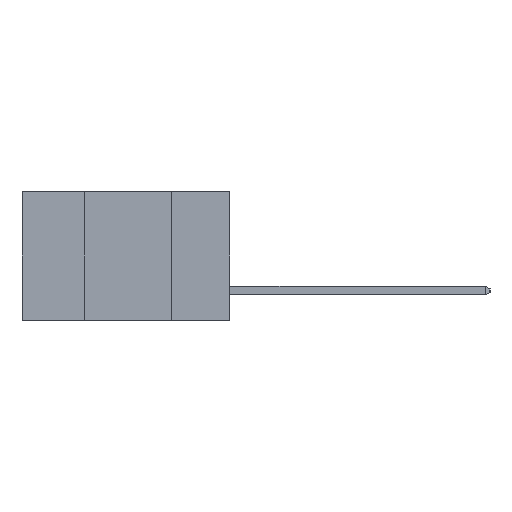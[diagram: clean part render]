
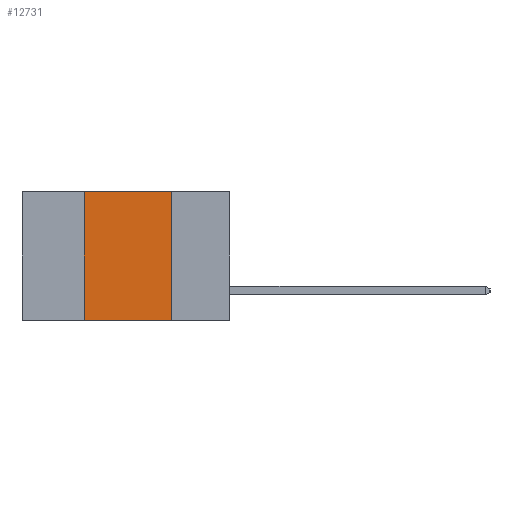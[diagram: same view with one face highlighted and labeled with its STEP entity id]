
A CAD part, left-side view. The second image highlights one B-rep face of the part: STEP entity #12731.
In plain terms, the highlighted planar face has unit normal (-1, 0, 0).
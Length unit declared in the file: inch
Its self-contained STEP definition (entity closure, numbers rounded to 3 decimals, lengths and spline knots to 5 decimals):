
#302 = CARTESIAN_POINT ( 'NONE',  ( 0., 0.42, -0.37 ) ) ;
#552 = DIRECTION ( 'NONE',  ( 1., 0., 0. ) ) ;
#566 = DIRECTION ( 'NONE',  ( 0., 0., 1. ) ) ;
#827 = VECTOR ( 'NONE', #12789, 39.37008 ) ;
#1086 = CARTESIAN_POINT ( 'NONE',  ( 0., 0.17, -0.37 ) ) ;
#1438 = LINE ( 'NONE', #2274, #14202 ) ;
#1793 = PLANE ( 'NONE',  #5748 ) ;
#1817 = CARTESIAN_POINT ( 'NONE',  ( 0., 0.17, -0.37 ) ) ;
#1853 = CARTESIAN_POINT ( 'NONE',  ( 0., 0.42, -0.37 ) ) ;
#2125 = VERTEX_POINT ( 'NONE', #14841 ) ;
#2212 = LINE ( 'NONE', #1086, #8536 ) ;
#2274 = CARTESIAN_POINT ( 'NONE',  ( 0., 0.6, 0. ) ) ;
#2691 = VERTEX_POINT ( 'NONE', #12468 ) ;
#3091 = EDGE_CURVE ( 'NONE', #11173, #9494, #10450, .T. ) ;
#5748 = AXIS2_PLACEMENT_3D ( 'NONE', #10547, #552, #9371 ) ;
#5909 = VECTOR ( 'NONE', #566, 39.37008 ) ;
#7838 = FACE_OUTER_BOUND ( 'NONE', #12434, .T. ) ;
#8100 = ORIENTED_EDGE ( 'NONE', *, *, #15680, .F. ) ;
#8536 = VECTOR ( 'NONE', #8655, 39.37008 ) ;
#8655 = DIRECTION ( 'NONE',  ( 0., 0., -1. ) ) ;
#9160 = ORIENTED_EDGE ( 'NONE', *, *, #9247, .F. ) ;
#9247 = EDGE_CURVE ( 'NONE', #2691, #9494, #2212, .T. ) ;
#9371 = DIRECTION ( 'NONE',  ( 0., 0., -1. ) ) ;
#9494 = VERTEX_POINT ( 'NONE', #1817 ) ;
#10251 = ORIENTED_EDGE ( 'NONE', *, *, #3091, .T. ) ;
#10265 = ORIENTED_EDGE ( 'NONE', *, *, #12419, .F. ) ;
#10450 = LINE ( 'NONE', #13779, #827 ) ;
#10547 = CARTESIAN_POINT ( 'NONE',  ( 0., 0.6, 0. ) ) ;
#11173 = VERTEX_POINT ( 'NONE', #302 ) ;
#12229 = DIRECTION ( 'NONE',  ( 0., -1., 0. ) ) ;
#12419 = EDGE_CURVE ( 'NONE', #11173, #2125, #12822, .T. ) ;
#12434 = EDGE_LOOP ( 'NONE', ( #9160, #8100, #10265, #10251 ) ) ;
#12468 = CARTESIAN_POINT ( 'NONE',  ( 0., 0.17, 0. ) ) ;
#12731 = ADVANCED_FACE ( 'NONE', ( #7838 ), #1793, .F. ) ;
#12789 = DIRECTION ( 'NONE',  ( 0., -1., 0. ) ) ;
#12822 = LINE ( 'NONE', #1853, #5909 ) ;
#13779 = CARTESIAN_POINT ( 'NONE',  ( 0., 0.6, -0.37 ) ) ;
#14202 = VECTOR ( 'NONE', #12229, 39.37008 ) ;
#14841 = CARTESIAN_POINT ( 'NONE',  ( 0., 0.42, 0. ) ) ;
#15680 = EDGE_CURVE ( 'NONE', #2125, #2691, #1438, .T. ) ;
